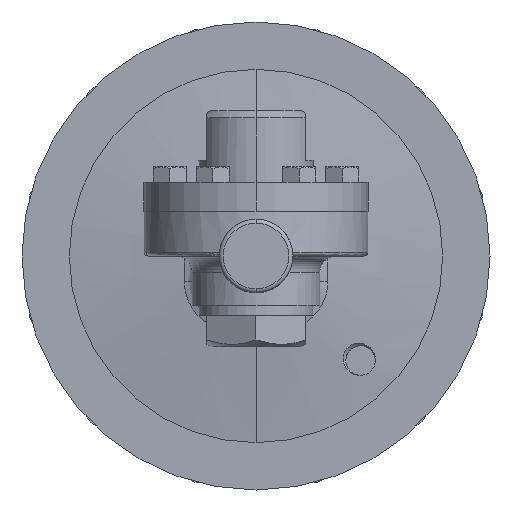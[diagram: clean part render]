
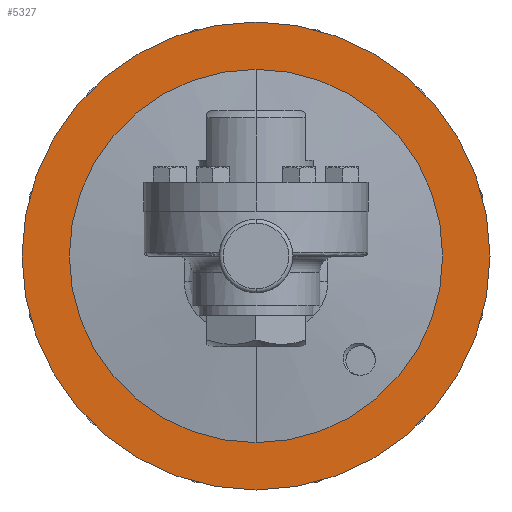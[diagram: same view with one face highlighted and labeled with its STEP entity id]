
A CAD part, front view. The second image highlights one B-rep face of the part: STEP entity #5327.
In plain terms, the highlighted planar face has unit normal (0, -1, 0).
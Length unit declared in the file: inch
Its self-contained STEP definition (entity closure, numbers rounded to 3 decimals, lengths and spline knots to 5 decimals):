
#213 = AXIS2_PLACEMENT_3D ( 'NONE', #2374, #9133, #3345 ) ;
#768 = CIRCLE ( 'NONE', #6881, 3.56 ) ;
#869 = EDGE_CURVE ( 'NONE', #2725, #2991, #3040, .T. ) ;
#1003 = CARTESIAN_POINT ( 'NONE',  ( 0., 2.25, -2.84 ) ) ;
#1111 = ORIENTED_EDGE ( 'NONE', *, *, #3323, .T. ) ;
#1866 = DIRECTION ( 'NONE',  ( 0., 0., -1. ) ) ;
#1916 = DIRECTION ( 'NONE',  ( 0., -1., 0. ) ) ;
#1955 = CARTESIAN_POINT ( 'NONE',  ( 0., 2.25, 0. ) ) ;
#2034 = CARTESIAN_POINT ( 'NONE',  ( 0., 2.25, 3.56 ) ) ;
#2203 = PLANE ( 'NONE',  #10964 ) ;
#2374 = CARTESIAN_POINT ( 'NONE',  ( 0., 2.25, 0. ) ) ;
#2399 = AXIS2_PLACEMENT_3D ( 'NONE', #1955, #1916, #1866 ) ;
#2639 = AXIS2_PLACEMENT_3D ( 'NONE', #3720, #10455, #4717 ) ;
#2725 = VERTEX_POINT ( 'NONE', #12228 ) ;
#2761 = EDGE_CURVE ( 'NONE', #10553, #2872, #10422, .T. ) ;
#2872 = VERTEX_POINT ( 'NONE', #1003 ) ;
#2991 = VERTEX_POINT ( 'NONE', #2034 ) ;
#3040 = CIRCLE ( 'NONE', #2399, 3.56 ) ;
#3178 = DIRECTION ( 'NONE',  ( 0., -1., 0. ) ) ;
#3323 = EDGE_CURVE ( 'NONE', #2991, #2725, #768, .T. ) ;
#3345 = DIRECTION ( 'NONE',  ( 0., 0., -1. ) ) ;
#3709 = ORIENTED_EDGE ( 'NONE', *, *, #4851, .F. ) ;
#3720 = CARTESIAN_POINT ( 'NONE',  ( 0., 2.25, 0. ) ) ;
#4287 = EDGE_LOOP ( 'NONE', ( #11280, #3709 ) ) ;
#4717 = DIRECTION ( 'NONE',  ( 0., 0., -1. ) ) ;
#4851 = EDGE_CURVE ( 'NONE', #2872, #10553, #9214, .T. ) ;
#5327 = ADVANCED_FACE ( 'NONE', ( #8474, #8194 ), #2203, .T. ) ;
#5542 = DIRECTION ( 'NONE',  ( 0., -1., 0. ) ) ;
#6881 = AXIS2_PLACEMENT_3D ( 'NONE', #11246, #5542, #12190 ) ;
#7106 = ORIENTED_EDGE ( 'NONE', *, *, #869, .T. ) ;
#7703 = CARTESIAN_POINT ( 'NONE',  ( 0., 2.25, 2.84 ) ) ;
#8194 = FACE_OUTER_BOUND ( 'NONE', #10313, .T. ) ;
#8474 = FACE_BOUND ( 'NONE', #4287, .T. ) ;
#9133 = DIRECTION ( 'NONE',  ( 0., -1., 0. ) ) ;
#9214 = CIRCLE ( 'NONE', #213, 2.84 ) ;
#9930 = DIRECTION ( 'NONE',  ( 0., 0., -1. ) ) ;
#10313 = EDGE_LOOP ( 'NONE', ( #7106, #1111 ) ) ;
#10422 = CIRCLE ( 'NONE', #2639, 2.84 ) ;
#10455 = DIRECTION ( 'NONE',  ( 0., -1., 0. ) ) ;
#10553 = VERTEX_POINT ( 'NONE', #7703 ) ;
#10823 = CARTESIAN_POINT ( 'NONE',  ( 0., 2.25, -3.655 ) ) ;
#10964 = AXIS2_PLACEMENT_3D ( 'NONE', #10823, #3178, #9930 ) ;
#11246 = CARTESIAN_POINT ( 'NONE',  ( 0., 2.25, 0. ) ) ;
#11280 = ORIENTED_EDGE ( 'NONE', *, *, #2761, .F. ) ;
#12190 = DIRECTION ( 'NONE',  ( 0., 0., -1. ) ) ;
#12228 = CARTESIAN_POINT ( 'NONE',  ( 0., 2.25, -3.56 ) ) ;
